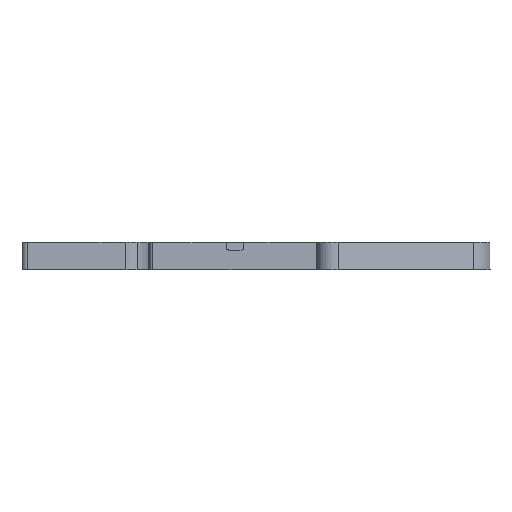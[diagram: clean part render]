
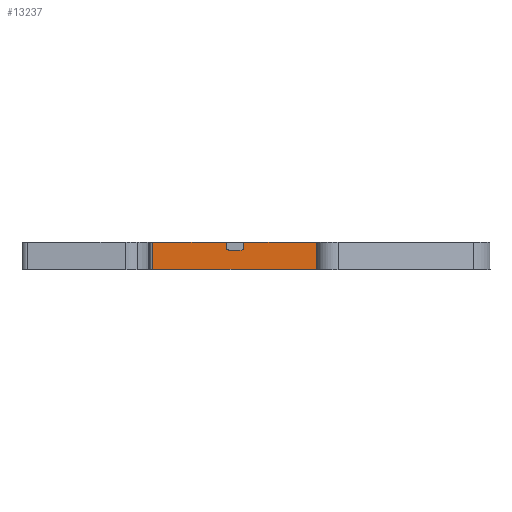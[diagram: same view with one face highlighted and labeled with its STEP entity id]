
A CAD part, front view. The second image highlights one B-rep face of the part: STEP entity #13237.
In plain terms, the highlighted planar face has unit normal (0, -1, 0).
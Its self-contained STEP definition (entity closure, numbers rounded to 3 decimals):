
#48 = LINE ( 'NONE', #4990, #14995 ) ;
#699 = CARTESIAN_POINT ( 'NONE',  ( 23.524, 33.214, 69.028 ) ) ;
#762 = CARTESIAN_POINT ( 'NONE',  ( 9.448, 33.214, 65.528 ) ) ;
#891 = VERTEX_POINT ( 'NONE', #16008 ) ;
#961 = DIRECTION ( 'NONE',  ( 0., 1., 0. ) ) ;
#990 = CARTESIAN_POINT ( 'NONE',  ( 23.523, 33.214, 69.028 ) ) ;
#1678 = ORIENTED_EDGE ( 'NONE', *, *, #13250, .F. ) ;
#1840 = CARTESIAN_POINT ( 'NONE',  ( 26.223, 33.214, 69.528 ) ) ;
#2361 = ORIENTED_EDGE ( 'NONE', *, *, #12725, .F. ) ;
#2464 = CARTESIAN_POINT ( 'NONE',  ( 9.448, 33.214, 70.578 ) ) ;
#2468 = CARTESIAN_POINT ( 'NONE',  ( 24.728, 33.214, 70.528 ) ) ;
#2621 = ORIENTED_EDGE ( 'NONE', *, *, #18604, .F. ) ;
#2756 = CARTESIAN_POINT ( 'NONE',  ( 23.023, 33.214, 69.528 ) ) ;
#2790 = VECTOR ( 'NONE', #17415, 1000. ) ;
#3128 = CARTESIAN_POINT ( 'NONE',  ( 24.728, 33.214, 70.528 ) ) ;
#3241 = CARTESIAN_POINT ( 'NONE',  ( 26.223, 33.214, 70.528 ) ) ;
#3367 = ORIENTED_EDGE ( 'NONE', *, *, #18080, .F. ) ;
#3437 = LINE ( 'NONE', #3128, #6719 ) ;
#3898 = VERTEX_POINT ( 'NONE', #10393 ) ;
#4232 = FACE_OUTER_BOUND ( 'NONE', #4284, .T. ) ;
#4284 = EDGE_LOOP ( 'NONE', ( #7995, #3367, #6156, #7808, #2621, #18453, #2361, #1678, #17254, #11129 ) ) ;
#4575 = CARTESIAN_POINT ( 'NONE',  ( 9.448, 33.214, 70.578 ) ) ;
#4753 = DIRECTION ( 'NONE',  ( 1., 0., 0. ) ) ;
#4964 = CARTESIAN_POINT ( 'NONE',  ( 40.152, 33.214, 70.528 ) ) ;
#4990 = CARTESIAN_POINT ( 'NONE',  ( 26.223, 33.214, 70.578 ) ) ;
#5030 = EDGE_CURVE ( 'NONE', #9825, #17576, #6237, .T. ) ;
#5046 = VECTOR ( 'NONE', #17257, 1000. ) ;
#5250 = CARTESIAN_POINT ( 'NONE',  ( 40.152, 33.214, 70.578 ) ) ;
#5474 = LINE ( 'NONE', #13852, #15053 ) ;
#5674 = VERTEX_POINT ( 'NONE', #4964 ) ;
#6156 = ORIENTED_EDGE ( 'NONE', *, *, #17791, .F. ) ;
#6237 =( BOUNDED_CURVE ( )  B_SPLINE_CURVE ( 3, ( #2756, #16079, #11486, #14634 ),
 .UNSPECIFIED., .F., .F. ) 
 B_SPLINE_CURVE_WITH_KNOTS ( ( 4, 4 ),
 ( 0., 1.571 ),
 .UNSPECIFIED. ) 
 CURVE ( )  GEOMETRIC_REPRESENTATION_ITEM ( )  RATIONAL_B_SPLINE_CURVE ( ( 1., 0.805, 0.805, 1. ) ) 
 REPRESENTATION_ITEM ( '' )  );
#6719 = VECTOR ( 'NONE', #4753, 1000. ) ;
#6752 = DIRECTION ( 'NONE',  ( 0., 0., 1. ) ) ;
#7017 = VERTEX_POINT ( 'NONE', #14611 ) ;
#7179 = VECTOR ( 'NONE', #17214, 1000. ) ;
#7415 = EDGE_CURVE ( 'NONE', #7017, #16325, #5474, .T. ) ;
#7808 = ORIENTED_EDGE ( 'NONE', *, *, #7415, .F. ) ;
#7995 = ORIENTED_EDGE ( 'NONE', *, *, #9508, .F. ) ;
#8337 = DIRECTION ( 'NONE',  ( -1., 0., 0. ) ) ;
#8392 = PLANE ( 'NONE',  #10376 ) ;
#8483 = VECTOR ( 'NONE', #15022, 1000. ) ;
#8548 = LINE ( 'NONE', #5250, #5046 ) ;
#9115 =( BOUNDED_CURVE ( )  B_SPLINE_CURVE ( 3, ( #17401, #11254, #12956, #11393 ),
 .UNSPECIFIED., .F., .F. ) 
 B_SPLINE_CURVE_WITH_KNOTS ( ( 4, 4 ),
 ( 1.571, 3.142 ),
 .UNSPECIFIED. ) 
 CURVE ( )  GEOMETRIC_REPRESENTATION_ITEM ( )  RATIONAL_B_SPLINE_CURVE ( ( 1., 0.805, 0.805, 1. ) ) 
 REPRESENTATION_ITEM ( '' )  );
#9508 = EDGE_CURVE ( 'NONE', #11593, #9825, #18643, .T. ) ;
#9825 = VERTEX_POINT ( 'NONE', #12304 ) ;
#10084 = CARTESIAN_POINT ( 'NONE',  ( 23.023, 33.214, 70.528 ) ) ;
#10376 = AXIS2_PLACEMENT_3D ( 'NONE', #2464, #961, #8337 ) ;
#10393 = CARTESIAN_POINT ( 'NONE',  ( 9.448, 33.214, 70.528 ) ) ;
#11129 = ORIENTED_EDGE ( 'NONE', *, *, #5030, .F. ) ;
#11254 = CARTESIAN_POINT ( 'NONE',  ( 26.016, 33.214, 69.028 ) ) ;
#11393 = CARTESIAN_POINT ( 'NONE',  ( 26.223, 33.214, 69.528 ) ) ;
#11486 = CARTESIAN_POINT ( 'NONE',  ( 23.23, 33.214, 69.028 ) ) ;
#11593 = VERTEX_POINT ( 'NONE', #10084 ) ;
#12304 = CARTESIAN_POINT ( 'NONE',  ( 23.023, 33.214, 69.528 ) ) ;
#12725 = EDGE_CURVE ( 'NONE', #15468, #16005, #48, .T. ) ;
#12956 = CARTESIAN_POINT ( 'NONE',  ( 26.223, 33.214, 69.235 ) ) ;
#13004 = LINE ( 'NONE', #699, #7179 ) ;
#13237 = ADVANCED_FACE ( 'NONE', ( #4232 ), #8392, .F. ) ;
#13250 = EDGE_CURVE ( 'NONE', #891, #15468, #9115, .T. ) ;
#13852 = CARTESIAN_POINT ( 'NONE',  ( 49.344, 33.214, 65.528 ) ) ;
#13971 = VECTOR ( 'NONE', #18944, 1000. ) ;
#14419 = CARTESIAN_POINT ( 'NONE',  ( 23.023, 33.214, 70.578 ) ) ;
#14611 = CARTESIAN_POINT ( 'NONE',  ( 40.152, 33.214, 65.528 ) ) ;
#14634 = CARTESIAN_POINT ( 'NONE',  ( 23.523, 33.214, 69.028 ) ) ;
#14995 = VECTOR ( 'NONE', #6752, 1000. ) ;
#15006 = EDGE_CURVE ( 'NONE', #16005, #5674, #3437, .T. ) ;
#15022 = DIRECTION ( 'NONE',  ( 0., 0., 1. ) ) ;
#15053 = VECTOR ( 'NONE', #18097, 1000. ) ;
#15171 = EDGE_CURVE ( 'NONE', #17576, #891, #13004, .T. ) ;
#15416 = LINE ( 'NONE', #2468, #13971 ) ;
#15468 = VERTEX_POINT ( 'NONE', #1840 ) ;
#16005 = VERTEX_POINT ( 'NONE', #3241 ) ;
#16008 = CARTESIAN_POINT ( 'NONE',  ( 25.723, 33.214, 69.028 ) ) ;
#16079 = CARTESIAN_POINT ( 'NONE',  ( 23.023, 33.214, 69.235 ) ) ;
#16325 = VERTEX_POINT ( 'NONE', #762 ) ;
#17214 = DIRECTION ( 'NONE',  ( 1., 0., 0. ) ) ;
#17254 = ORIENTED_EDGE ( 'NONE', *, *, #15171, .F. ) ;
#17257 = DIRECTION ( 'NONE',  ( 0., 0., -1. ) ) ;
#17401 = CARTESIAN_POINT ( 'NONE',  ( 25.723, 33.214, 69.028 ) ) ;
#17415 = DIRECTION ( 'NONE',  ( 0., 0., -1. ) ) ;
#17576 = VERTEX_POINT ( 'NONE', #990 ) ;
#17791 = EDGE_CURVE ( 'NONE', #16325, #3898, #18278, .T. ) ;
#18080 = EDGE_CURVE ( 'NONE', #3898, #11593, #15416, .T. ) ;
#18097 = DIRECTION ( 'NONE',  ( -1., 0., 0. ) ) ;
#18278 = LINE ( 'NONE', #4575, #8483 ) ;
#18453 = ORIENTED_EDGE ( 'NONE', *, *, #15006, .F. ) ;
#18604 = EDGE_CURVE ( 'NONE', #5674, #7017, #8548, .T. ) ;
#18643 = LINE ( 'NONE', #14419, #2790 ) ;
#18944 = DIRECTION ( 'NONE',  ( 1., 0., 0. ) ) ;
